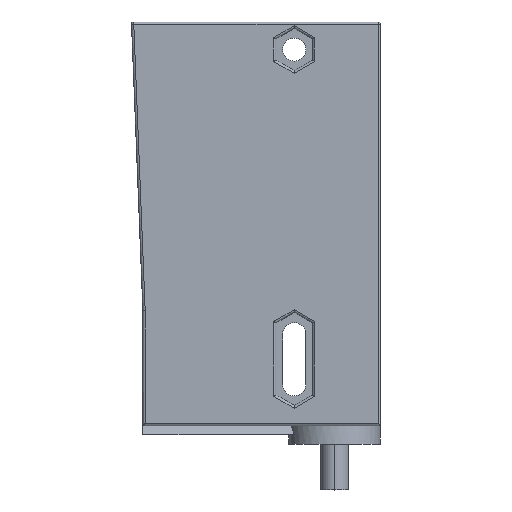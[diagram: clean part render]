
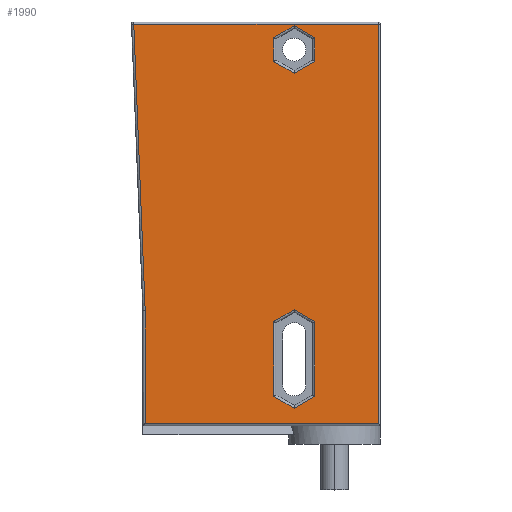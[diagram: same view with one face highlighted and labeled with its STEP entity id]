
A CAD part, top view. The second image highlights one B-rep face of the part: STEP entity #1990.
In plain terms, the highlighted planar face has unit normal (0, 0, 1).
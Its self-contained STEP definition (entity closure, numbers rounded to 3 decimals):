
#56=DIRECTION('',(0.,-1.,0.));
#57=VECTOR('',#56,5.196);
#58=CARTESIAN_POINT('',(12.85,40.598,12.9));
#59=LINE('',#58,#57);
#64=DIRECTION('',(0.866,-0.5,0.));
#65=VECTOR('',#64,5.196);
#66=CARTESIAN_POINT('',(8.35,43.196,12.9));
#67=LINE('',#66,#65);
#71=DIRECTION('',(0.866,0.5,0.));
#72=VECTOR('',#71,5.196);
#73=CARTESIAN_POINT('',(3.85,40.598,12.9));
#74=LINE('',#73,#72);
#78=DIRECTION('',(0.,1.,0.));
#79=VECTOR('',#78,5.196);
#80=CARTESIAN_POINT('',(3.85,35.402,12.9));
#81=LINE('',#80,#79);
#85=DIRECTION('',(-0.866,0.5,0.));
#86=VECTOR('',#85,5.196);
#87=CARTESIAN_POINT('',(8.35,32.804,12.9));
#88=LINE('',#87,#86);
#92=DIRECTION('',(-0.866,-0.5,0.));
#93=VECTOR('',#92,5.196);
#94=CARTESIAN_POINT('',(12.85,35.402,12.9));
#95=LINE('',#94,#93);
#99=DIRECTION('',(0.866,-0.5,0.));
#100=VECTOR('',#99,5.196);
#101=CARTESIAN_POINT('',(8.35,-18.714,12.9));
#102=LINE('',#101,#100);
#106=DIRECTION('',(0.866,0.5,0.));
#107=VECTOR('',#106,5.196);
#108=CARTESIAN_POINT('',(3.85,-21.312,12.9));
#109=LINE('',#108,#107);
#113=DIRECTION('',(0.,1.,0.));
#114=VECTOR('',#113,16.286);
#115=CARTESIAN_POINT('',(3.85,-37.598,12.9));
#116=LINE('',#115,#114);
#120=DIRECTION('',(-0.866,0.5,0.));
#121=VECTOR('',#120,5.196);
#122=CARTESIAN_POINT('',(8.35,-40.196,12.9));
#123=LINE('',#122,#121);
#127=DIRECTION('',(-0.866,-0.5,0.));
#128=VECTOR('',#127,5.196);
#129=CARTESIAN_POINT('',(12.85,-37.598,12.9));
#130=LINE('',#129,#128);
#134=DIRECTION('',(0.,-1.,0.));
#135=VECTOR('',#134,16.286);
#136=CARTESIAN_POINT('',(12.85,-21.312,12.9));
#137=LINE('',#136,#135);
#141=DIRECTION('',(-1.,0.,0.));
#142=VECTOR('',#141,53.28);
#143=CARTESIAN_POINT('',(26.65,43.5,12.9));
#144=LINE('',#143,#142);
#148=DIRECTION('',(0.,1.,0.));
#149=VECTOR('',#148,87.);
#150=CARTESIAN_POINT('',(26.65,-43.5,12.9));
#151=LINE('',#150,#149);
#155=DIRECTION('',(1.,0.,0.));
#156=VECTOR('',#155,50.8);
#157=CARTESIAN_POINT('',(-24.15,-43.5,12.9));
#158=LINE('',#157,#156);
#162=DIRECTION('',(0.,-1.,0.));
#163=VECTOR('',#162,24.51);
#164=CARTESIAN_POINT('',(-24.15,-18.99,12.9));
#165=LINE('',#164,#163);
#169=DIRECTION('',(0.04,-0.999,0.));
#170=VECTOR('',#169,62.539);
#171=CARTESIAN_POINT('',(-26.63,43.5,12.9));
#172=LINE('',#171,#170);
#1745=CARTESIAN_POINT('',(12.85,40.598,12.9));
#1746=CARTESIAN_POINT('',(12.85,35.402,12.9));
#1747=VERTEX_POINT('',#1745);
#1748=VERTEX_POINT('',#1746);
#1751=CARTESIAN_POINT('',(8.35,43.196,12.9));
#1752=VERTEX_POINT('',#1751);
#1753=CARTESIAN_POINT('',(3.85,40.598,12.9));
#1754=VERTEX_POINT('',#1753);
#1757=CARTESIAN_POINT('',(3.85,35.402,12.9));
#1758=VERTEX_POINT('',#1757);
#1761=CARTESIAN_POINT('',(8.35,32.804,12.9));
#1762=VERTEX_POINT('',#1761);
#1809=CARTESIAN_POINT('',(8.35,-18.714,12.9));
#1810=CARTESIAN_POINT('',(12.85,-21.312,12.9));
#1811=VERTEX_POINT('',#1809);
#1812=VERTEX_POINT('',#1810);
#1813=CARTESIAN_POINT('',(12.85,-37.598,12.9));
#1814=VERTEX_POINT('',#1813);
#1817=CARTESIAN_POINT('',(8.35,-40.196,12.9));
#1818=VERTEX_POINT('',#1817);
#1821=CARTESIAN_POINT('',(3.85,-37.598,12.9));
#1822=VERTEX_POINT('',#1821);
#1825=CARTESIAN_POINT('',(3.85,-21.312,12.9));
#1826=VERTEX_POINT('',#1825);
#1877=CARTESIAN_POINT('',(26.65,43.5,12.9));
#1878=CARTESIAN_POINT('',(-26.63,43.5,12.9));
#1879=VERTEX_POINT('',#1877);
#1880=VERTEX_POINT('',#1878);
#1899=CARTESIAN_POINT('',(26.65,-43.5,12.9));
#1900=VERTEX_POINT('',#1899);
#1903=CARTESIAN_POINT('',(-24.15,-43.5,12.9));
#1904=VERTEX_POINT('',#1903);
#1905=CARTESIAN_POINT('',(-24.15,-18.99,12.9));
#1906=VERTEX_POINT('',#1905);
#1945=CARTESIAN_POINT('',(0.,0.,12.9));
#1946=DIRECTION('',(0.,0.,1.));
#1947=DIRECTION('',(1.,0.,0.));
#1948=AXIS2_PLACEMENT_3D('',#1945,#1946,#1947);
#1949=PLANE('',#1948);
#1951=ORIENTED_EDGE('',*,*,#1950,.F.);
#1953=ORIENTED_EDGE('',*,*,#1952,.F.);
#1955=ORIENTED_EDGE('',*,*,#1954,.F.);
#1957=ORIENTED_EDGE('',*,*,#1956,.F.);
#1959=ORIENTED_EDGE('',*,*,#1958,.F.);
#1960=EDGE_LOOP('',(#1951,#1953,#1955,#1957,#1959));
#1961=FACE_OUTER_BOUND('',#1960,.F.);
#1963=ORIENTED_EDGE('',*,*,#1962,.F.);
#1965=ORIENTED_EDGE('',*,*,#1964,.F.);
#1967=ORIENTED_EDGE('',*,*,#1966,.F.);
#1969=ORIENTED_EDGE('',*,*,#1968,.F.);
#1971=ORIENTED_EDGE('',*,*,#1970,.F.);
#1973=ORIENTED_EDGE('',*,*,#1972,.F.);
#1974=EDGE_LOOP('',(#1963,#1965,#1967,#1969,#1971,#1973));
#1975=FACE_BOUND('',#1974,.F.);
#1977=ORIENTED_EDGE('',*,*,#1976,.F.);
#1979=ORIENTED_EDGE('',*,*,#1978,.F.);
#1981=ORIENTED_EDGE('',*,*,#1980,.F.);
#1983=ORIENTED_EDGE('',*,*,#1982,.F.);
#1985=ORIENTED_EDGE('',*,*,#1984,.F.);
#1987=ORIENTED_EDGE('',*,*,#1986,.F.);
#1988=EDGE_LOOP('',(#1977,#1979,#1981,#1983,#1985,#1987));
#1989=FACE_BOUND('',#1988,.F.);
#1990=ADVANCED_FACE('',(#1961,#1975,#1989),#1949,.T.);
#1950=EDGE_CURVE('',#1879,#1880,#144,.T.);
#1952=EDGE_CURVE('',#1900,#1879,#151,.T.);
#1954=EDGE_CURVE('',#1904,#1900,#158,.T.);
#1956=EDGE_CURVE('',#1906,#1904,#165,.T.);
#1958=EDGE_CURVE('',#1880,#1906,#172,.T.);
#1962=EDGE_CURVE('',#1747,#1748,#59,.T.);
#1964=EDGE_CURVE('',#1752,#1747,#67,.T.);
#1966=EDGE_CURVE('',#1754,#1752,#74,.T.);
#1968=EDGE_CURVE('',#1758,#1754,#81,.T.);
#1970=EDGE_CURVE('',#1762,#1758,#88,.T.);
#1972=EDGE_CURVE('',#1748,#1762,#95,.T.);
#1976=EDGE_CURVE('',#1811,#1812,#102,.T.);
#1978=EDGE_CURVE('',#1826,#1811,#109,.T.);
#1980=EDGE_CURVE('',#1822,#1826,#116,.T.);
#1982=EDGE_CURVE('',#1818,#1822,#123,.T.);
#1984=EDGE_CURVE('',#1814,#1818,#130,.T.);
#1986=EDGE_CURVE('',#1812,#1814,#137,.T.);
